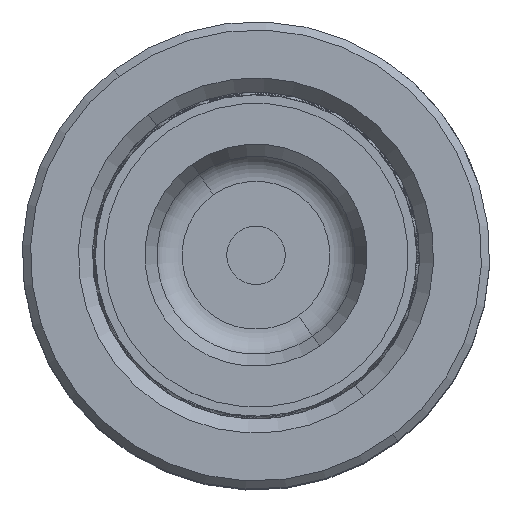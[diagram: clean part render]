
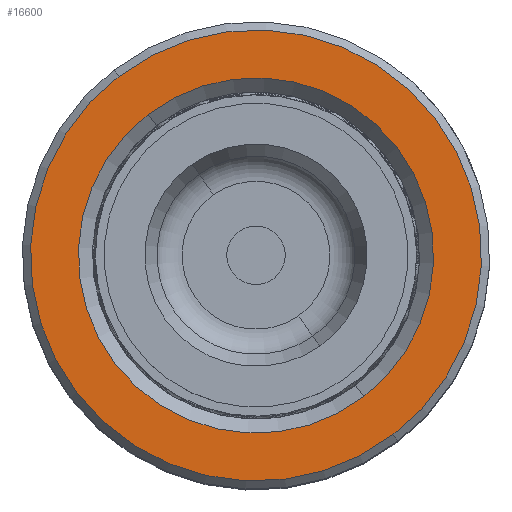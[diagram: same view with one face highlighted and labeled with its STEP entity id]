
A CAD part, top view. The second image highlights one B-rep face of the part: STEP entity #16600.
In plain terms, the highlighted planar face has unit normal (0, 0, 1).
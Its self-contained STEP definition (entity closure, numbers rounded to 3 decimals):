
#3105 = DIRECTION ( 'NONE',  ( 1., 0., 0. ) ) ;
#5074 = DIRECTION ( 'NONE',  ( 1., 0., 0. ) ) ;
#5942 = CARTESIAN_POINT ( 'NONE',  ( 0., 0., 50. ) ) ;
#6226 = CARTESIAN_POINT ( 'NONE',  ( 0., 0., 50. ) ) ;
#8745 = FACE_OUTER_BOUND ( 'NONE', #47228, .T. ) ;
#10043 = ORIENTED_EDGE ( 'NONE', *, *, #30763, .T. ) ;
#10199 = ORIENTED_EDGE ( 'NONE', *, *, #45362, .T. ) ;
#10222 = DIRECTION ( 'NONE',  ( 1., 0., 0. ) ) ;
#10401 = VERTEX_POINT ( 'NONE', #18670 ) ;
#11170 = DIRECTION ( 'NONE',  ( 0., 0., 1. ) ) ;
#16600 = ADVANCED_FACE ( 'NONE', ( #8745, #48918 ), #20066, .T. ) ;
#18670 = CARTESIAN_POINT ( 'NONE',  ( -19.3, 0., 50. ) ) ;
#19145 = ORIENTED_EDGE ( 'NONE', *, *, #21545, .T. ) ;
#19152 = VERTEX_POINT ( 'NONE', #24942 ) ;
#20066 = PLANE ( 'NONE',  #49521 ) ;
#20180 = CARTESIAN_POINT ( 'NONE',  ( -15.2, 0., 50. ) ) ;
#21301 = CARTESIAN_POINT ( 'NONE',  ( 0., 0., 50. ) ) ;
#21545 = EDGE_CURVE ( 'NONE', #19152, #10401, #42411, .T. ) ;
#22302 = CIRCLE ( 'NONE', #40603, 19.3 ) ;
#24942 = CARTESIAN_POINT ( 'NONE',  ( 19.3, 0., 50. ) ) ;
#25382 = DIRECTION ( 'NONE',  ( 0., 0., -1. ) ) ;
#29181 = VERTEX_POINT ( 'NONE', #35159 ) ;
#30763 = EDGE_CURVE ( 'NONE', #10401, #19152, #22302, .T. ) ;
#31282 = CARTESIAN_POINT ( 'NONE',  ( 0., 0., 50. ) ) ;
#34551 = DIRECTION ( 'NONE',  ( 1., 0., 0. ) ) ;
#34678 = CIRCLE ( 'NONE', #39964, 15.2 ) ;
#34731 = DIRECTION ( 'NONE',  ( 0., 0., 1. ) ) ;
#35159 = CARTESIAN_POINT ( 'NONE',  ( 15.2, 0., 50. ) ) ;
#35933 = EDGE_CURVE ( 'NONE', #51682, #29181, #34678, .T. ) ;
#38357 = DIRECTION ( 'NONE',  ( 0., 0., 1. ) ) ;
#39836 = DIRECTION ( 'NONE',  ( 0., 0., -1. ) ) ;
#39964 = AXIS2_PLACEMENT_3D ( 'NONE', #21301, #25382, #5074 ) ;
#40603 = AXIS2_PLACEMENT_3D ( 'NONE', #6226, #34731, #34551 ) ;
#42411 = CIRCLE ( 'NONE', #47921, 19.3 ) ;
#42788 = ORIENTED_EDGE ( 'NONE', *, *, #35933, .T. ) ;
#42862 = AXIS2_PLACEMENT_3D ( 'NONE', #31282, #39836, #47307 ) ;
#45362 = EDGE_CURVE ( 'NONE', #29181, #51682, #48287, .T. ) ;
#47228 = EDGE_LOOP ( 'NONE', ( #10043, #19145 ) ) ;
#47307 = DIRECTION ( 'NONE',  ( 1., 0., 0. ) ) ;
#47510 = EDGE_LOOP ( 'NONE', ( #10199, #42788 ) ) ;
#47921 = AXIS2_PLACEMENT_3D ( 'NONE', #5942, #38357, #10222 ) ;
#48287 = CIRCLE ( 'NONE', #42862, 15.2 ) ;
#48918 = FACE_BOUND ( 'NONE', #47510, .T. ) ;
#49521 = AXIS2_PLACEMENT_3D ( 'NONE', #52651, #11170, #3105 ) ;
#51682 = VERTEX_POINT ( 'NONE', #20180 ) ;
#52651 = CARTESIAN_POINT ( 'NONE',  ( 0., 0., 50. ) ) ;
